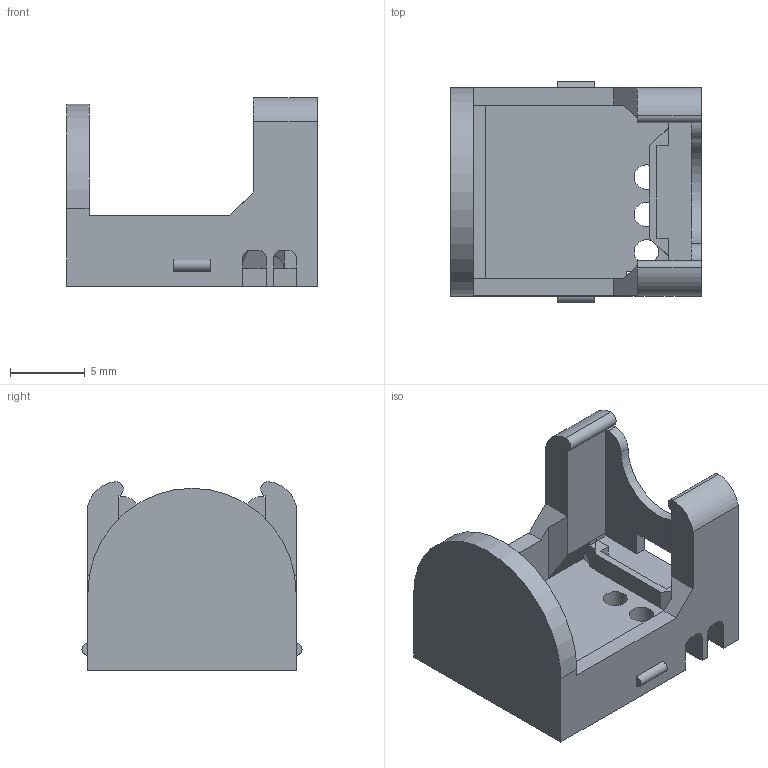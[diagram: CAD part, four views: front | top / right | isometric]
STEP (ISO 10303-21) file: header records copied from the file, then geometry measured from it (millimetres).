
FILE_DESCRIPTION(('STEP AP214'),'1');
FILE_NAME('encoder_switch.stp','2025-08-15T01:57:29',(' '),(' '),'Spatial InterOp 3D',' ',' ');
FILE_SCHEMA(('AUTOMOTIVE_DESIGN { 1 0 10303 214 1 1 1 1 }'));
Length unit declared in the file: metre
Products named in the file (3): Finished; With switch; encoder_switch
Assembly tree (2 placements, depth 3):
  encoder_switch
    Finished
      With switch
Bounding box: 16.75 x 14.7 x 12.6 mm (x, y, z)
Volume: 824.9 mm3; surface area: 1429.4 mm2
Topology: 1 solids, 1 shells, 79 faces, 227 edges, 148 vertices
Faces by surface type: plane 60, cylinder 19
Full cylindrical faces by diameter (mm): 1.626 x3, 3.15 x1
Entity records: 3278 total; most frequent: CARTESIAN_POINT 454, ORIENTED_EDGE 446, DIRECTION 430, EDGE_CURVE 223, LINE 182, VECTOR 182, VERTEX_POINT 148, AXIS2_PLACEMENT_3D 124
